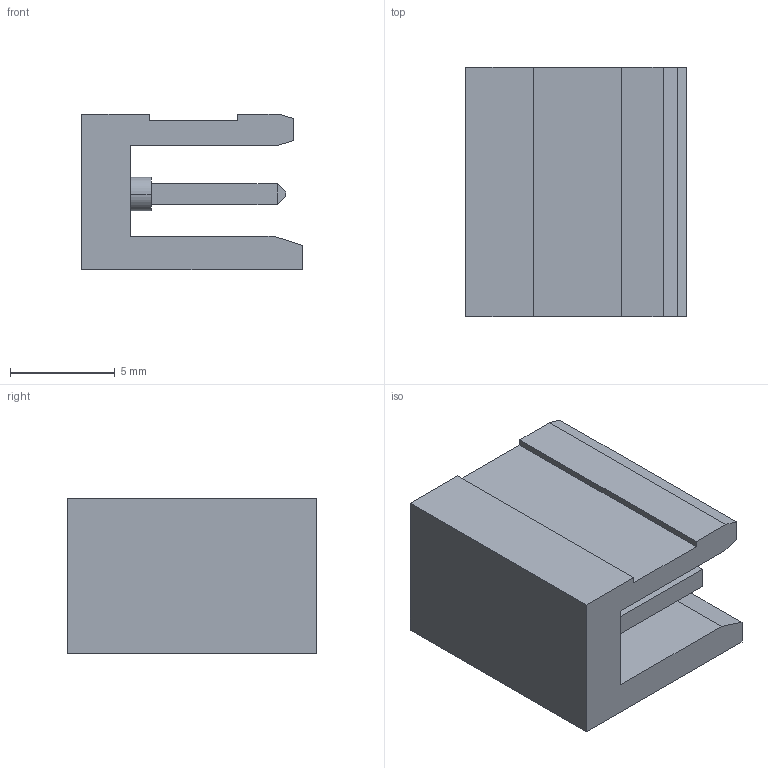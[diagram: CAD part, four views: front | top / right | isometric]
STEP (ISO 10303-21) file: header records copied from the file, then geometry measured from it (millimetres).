
FILE_DESCRIPTION (( 'STEP AP214' ), '1' );
FILE_NAME ('HT396 3.96 Connector Green v1 Hori.STEP', '2024-08-29T07:25:59', ( '' ), ( '' ), 'SwSTEP 2.0', 'SolidWorks 2021', '' );
FILE_SCHEMA (( 'AUTOMOTIVE_DESIGN' ));
Length unit declared in the file: millimetre
Products named in the file (1): HT396 3.96 Connector Green v1 Hori
Bounding box: 10.49 x 11.88 x 7.4 mm (x, y, z)
Volume: 500.6 mm3; surface area: 782.8 mm2
Topology: 4 solids, 4 shells, 56 faces, 123 edges, 78 vertices
Faces by surface type: plane 50, cylinder 6
Entity records: 1564 total; most frequent: CARTESIAN_POINT 258, DIRECTION 249, ORIENTED_EDGE 246, EDGE_CURVE 123, LINE 111, VECTOR 111, VERTEX_POINT 78, AXIS2_PLACEMENT_3D 69
